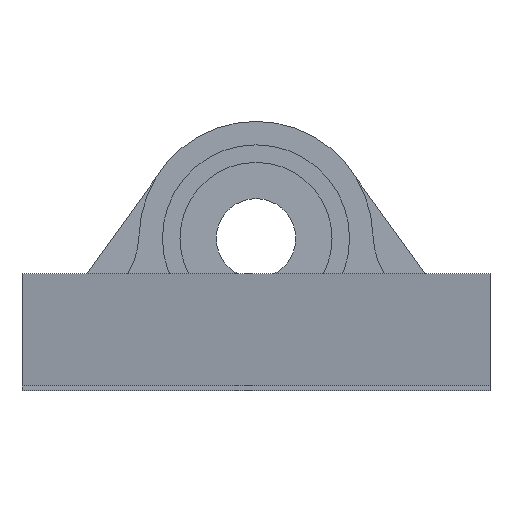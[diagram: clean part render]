
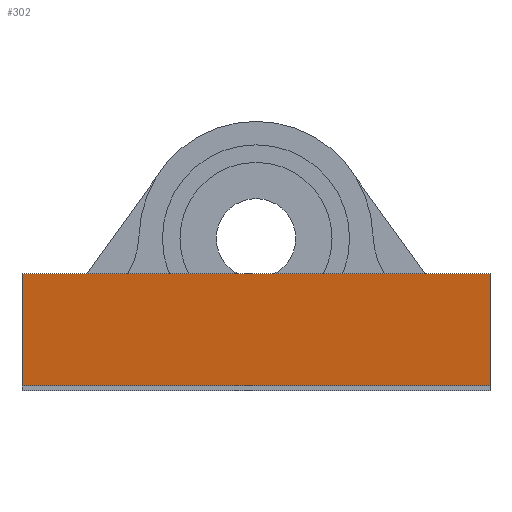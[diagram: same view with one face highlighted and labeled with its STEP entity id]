
A CAD part, front view. The second image highlights one B-rep face of the part: STEP entity #302.
In plain terms, the highlighted planar face has unit normal (0, -0.181, 0.983).
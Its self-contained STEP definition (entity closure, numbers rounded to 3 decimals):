
#23=PLANE('',#346);
#40=FACE_OUTER_BOUND('',#59,.T.);
#59=EDGE_LOOP('',(#252,#253,#254,#255));
#82=LINE('',#504,#110);
#83=LINE('',#507,#111);
#84=LINE('',#509,#112);
#85=LINE('',#510,#113);
#110=VECTOR('',#418,10.);
#111=VECTOR('',#421,10.);
#112=VECTOR('',#422,10.);
#113=VECTOR('',#423,10.);
#154=VERTEX_POINT('',#500);
#155=VERTEX_POINT('',#502);
#156=VERTEX_POINT('',#506);
#157=VERTEX_POINT('',#508);
#191=EDGE_CURVE('',#154,#155,#82,.T.);
#192=EDGE_CURVE('',#156,#154,#83,.T.);
#193=EDGE_CURVE('',#157,#155,#84,.T.);
#194=EDGE_CURVE('',#156,#157,#85,.T.);
#252=ORIENTED_EDGE('',*,*,#192,.T.);
#253=ORIENTED_EDGE('',*,*,#191,.T.);
#254=ORIENTED_EDGE('',*,*,#193,.F.);
#255=ORIENTED_EDGE('',*,*,#194,.F.);
#302=ADVANCED_FACE('',(#40),#23,.T.);
#346=AXIS2_PLACEMENT_3D('',#505,#419,#420);
#418=DIRECTION('',(-1.,0.,0.));
#419=DIRECTION('center_axis',(0.,-0.182,0.983));
#420=DIRECTION('ref_axis',(0.,0.983,0.182));
#421=DIRECTION('',(0.,0.983,0.182));
#422=DIRECTION('',(0.,0.983,0.182));
#423=DIRECTION('',(-1.,0.,0.));
#500=CARTESIAN_POINT('',(0.,26.001,4.999));
#502=CARTESIAN_POINT('',(-20.,26.001,4.999));
#504=CARTESIAN_POINT('',(0.,26.001,4.999));
#505=CARTESIAN_POINT('Origin',(0.,0.,0.2));
#506=CARTESIAN_POINT('',(0.,0.,0.2));
#507=CARTESIAN_POINT('',(0.,0.,0.2));
#508=CARTESIAN_POINT('',(-20.,0.,0.2));
#509=CARTESIAN_POINT('',(-20.,0.,0.2));
#510=CARTESIAN_POINT('',(0.,0.,0.2));
